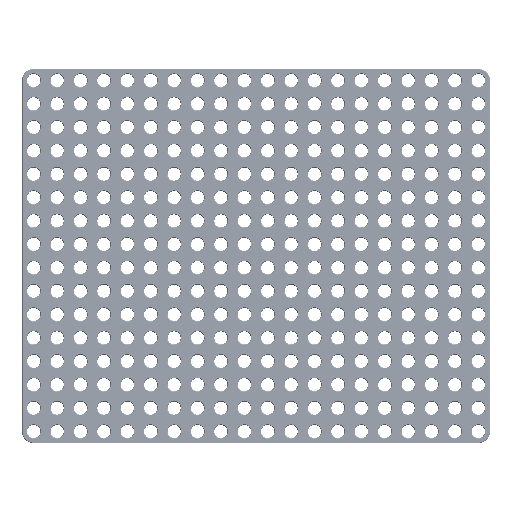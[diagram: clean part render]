
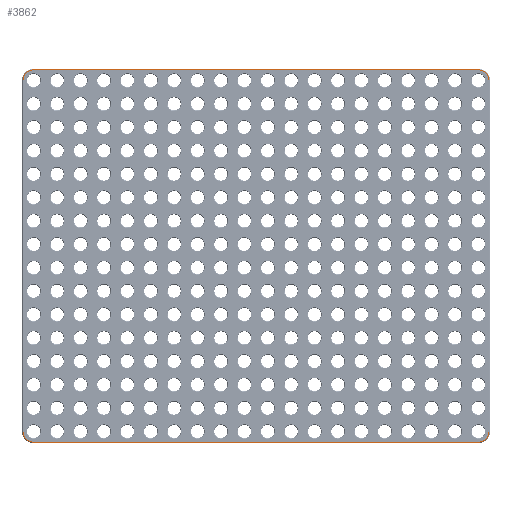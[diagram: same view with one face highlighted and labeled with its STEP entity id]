
A CAD part, top view. The second image highlights one B-rep face of the part: STEP entity #3862.
In plain terms, the highlighted planar face has unit normal (0, 0, 1).
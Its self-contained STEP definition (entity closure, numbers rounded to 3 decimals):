
#126 = VERTEX_POINT('',#127);
#127 = CARTESIAN_POINT('',(0.,-5.95,3.125));
#135 = VERTEX_POINT('',#136);
#136 = CARTESIAN_POINT('',(237.5,-5.95,3.125));
#142 = EDGE_CURVE('',#126,#135,#143,.T.);
#143 = LINE('',#144,#145);
#144 = CARTESIAN_POINT('',(0.,-5.95,3.125));
#145 = VECTOR('',#146,1.);
#146 = DIRECTION('',(1.,0.,0.));
#246 = VERTEX_POINT('',#247);
#247 = CARTESIAN_POINT('',(-5.95,0.,3.125));
#255 = EDGE_CURVE('',#246,#126,#256,.T.);
#256 = CIRCLE('',#257,5.95);
#257 = AXIS2_PLACEMENT_3D('',#258,#259,#260);
#258 = CARTESIAN_POINT('',(0.,0.,3.125));
#259 = DIRECTION('',(0.,0.,1.));
#260 = DIRECTION('',(-1.,0.,0.));
#3862 = ADVANCED_FACE('',(#3863,#3916),#3986,.T.);
#3863 = FACE_BOUND('',#3864,.T.);
#3864 = EDGE_LOOP('',(#3865,#3866,#3867,#3876,#3884,#3893,#3901,#3910));
#3865 = ORIENTED_EDGE('',*,*,#255,.T.);
#3866 = ORIENTED_EDGE('',*,*,#142,.T.);
#3867 = ORIENTED_EDGE('',*,*,#3868,.T.);
#3868 = EDGE_CURVE('',#135,#3869,#3871,.T.);
#3869 = VERTEX_POINT('',#3870);
#3870 = CARTESIAN_POINT('',(243.45,0.,3.125));
#3871 = CIRCLE('',#3872,5.95);
#3872 = AXIS2_PLACEMENT_3D('',#3873,#3874,#3875);
#3873 = CARTESIAN_POINT('',(237.5,0.,3.125));
#3874 = DIRECTION('',(-0.,0.,1.));
#3875 = DIRECTION('',(0.,-1.,0.));
#3876 = ORIENTED_EDGE('',*,*,#3877,.T.);
#3877 = EDGE_CURVE('',#3869,#3878,#3880,.T.);
#3878 = VERTEX_POINT('',#3879);
#3879 = CARTESIAN_POINT('',(243.45,187.5,3.125));
#3880 = LINE('',#3881,#3882);
#3881 = CARTESIAN_POINT('',(243.45,0.,3.125));
#3882 = VECTOR('',#3883,1.);
#3883 = DIRECTION('',(0.,1.,0.));
#3884 = ORIENTED_EDGE('',*,*,#3885,.T.);
#3885 = EDGE_CURVE('',#3878,#3886,#3888,.T.);
#3886 = VERTEX_POINT('',#3887);
#3887 = CARTESIAN_POINT('',(237.5,193.45,3.125));
#3888 = CIRCLE('',#3889,5.95);
#3889 = AXIS2_PLACEMENT_3D('',#3890,#3891,#3892);
#3890 = CARTESIAN_POINT('',(237.5,187.5,3.125));
#3891 = DIRECTION('',(-0.,0.,1.));
#3892 = DIRECTION('',(1.,0.,0.));
#3893 = ORIENTED_EDGE('',*,*,#3894,.T.);
#3894 = EDGE_CURVE('',#3886,#3895,#3897,.T.);
#3895 = VERTEX_POINT('',#3896);
#3896 = CARTESIAN_POINT('',(0.,193.45,3.125));
#3897 = LINE('',#3898,#3899);
#3898 = CARTESIAN_POINT('',(237.5,193.45,3.125));
#3899 = VECTOR('',#3900,1.);
#3900 = DIRECTION('',(-1.,0.,0.));
#3901 = ORIENTED_EDGE('',*,*,#3902,.T.);
#3902 = EDGE_CURVE('',#3895,#3903,#3905,.T.);
#3903 = VERTEX_POINT('',#3904);
#3904 = CARTESIAN_POINT('',(-5.95,187.5,3.125));
#3905 = CIRCLE('',#3906,5.95);
#3906 = AXIS2_PLACEMENT_3D('',#3907,#3908,#3909);
#3907 = CARTESIAN_POINT('',(0.,187.5,3.125));
#3908 = DIRECTION('',(0.,-0.,1.));
#3909 = DIRECTION('',(0.,1.,0.));
#3910 = ORIENTED_EDGE('',*,*,#3911,.T.);
#3911 = EDGE_CURVE('',#3903,#246,#3912,.T.);
#3912 = LINE('',#3913,#3914);
#3913 = CARTESIAN_POINT('',(-5.95,187.5,3.125));
#3914 = VECTOR('',#3915,1.);
#3915 = DIRECTION('',(0.,-1.,0.));
#3916 = FACE_BOUND('',#3917,.T.);
#3917 = EDGE_LOOP('',(#3918,#3929,#3937,#3946,#3954,#3963,#3971,#3980));
#3918 = ORIENTED_EDGE('',*,*,#3919,.F.);
#3919 = EDGE_CURVE('',#3920,#3922,#3924,.T.);
#3920 = VERTEX_POINT('',#3921);
#3921 = CARTESIAN_POINT('',(0.,192.95,3.125));
#3922 = VERTEX_POINT('',#3923);
#3923 = CARTESIAN_POINT('',(-5.45,187.5,3.125));
#3924 = CIRCLE('',#3925,5.45);
#3925 = AXIS2_PLACEMENT_3D('',#3926,#3927,#3928);
#3926 = CARTESIAN_POINT('',(0.,187.5,3.125));
#3927 = DIRECTION('',(0.,0.,1.));
#3928 = DIRECTION('',(1.,0.,0.));
#3929 = ORIENTED_EDGE('',*,*,#3930,.T.);
#3930 = EDGE_CURVE('',#3920,#3931,#3933,.T.);
#3931 = VERTEX_POINT('',#3932);
#3932 = CARTESIAN_POINT('',(237.5,192.95,3.125));
#3933 = LINE('',#3934,#3935);
#3934 = CARTESIAN_POINT('',(0.,192.95,3.125));
#3935 = VECTOR('',#3936,1.);
#3936 = DIRECTION('',(1.,0.,0.));
#3937 = ORIENTED_EDGE('',*,*,#3938,.F.);
#3938 = EDGE_CURVE('',#3939,#3931,#3941,.T.);
#3939 = VERTEX_POINT('',#3940);
#3940 = CARTESIAN_POINT('',(242.95,187.5,3.125));
#3941 = CIRCLE('',#3942,5.45);
#3942 = AXIS2_PLACEMENT_3D('',#3943,#3944,#3945);
#3943 = CARTESIAN_POINT('',(237.5,187.5,3.125));
#3944 = DIRECTION('',(0.,0.,1.));
#3945 = DIRECTION('',(1.,0.,0.));
#3946 = ORIENTED_EDGE('',*,*,#3947,.T.);
#3947 = EDGE_CURVE('',#3939,#3948,#3950,.T.);
#3948 = VERTEX_POINT('',#3949);
#3949 = CARTESIAN_POINT('',(242.95,0.,3.125));
#3950 = LINE('',#3951,#3952);
#3951 = CARTESIAN_POINT('',(242.95,187.5,3.125));
#3952 = VECTOR('',#3953,1.);
#3953 = DIRECTION('',(0.,-1.,0.));
#3954 = ORIENTED_EDGE('',*,*,#3955,.F.);
#3955 = EDGE_CURVE('',#3956,#3948,#3958,.T.);
#3956 = VERTEX_POINT('',#3957);
#3957 = CARTESIAN_POINT('',(237.5,-5.45,3.125));
#3958 = CIRCLE('',#3959,5.45);
#3959 = AXIS2_PLACEMENT_3D('',#3960,#3961,#3962);
#3960 = CARTESIAN_POINT('',(237.5,0.,3.125));
#3961 = DIRECTION('',(0.,0.,1.));
#3962 = DIRECTION('',(1.,0.,0.));
#3963 = ORIENTED_EDGE('',*,*,#3964,.T.);
#3964 = EDGE_CURVE('',#3956,#3965,#3967,.T.);
#3965 = VERTEX_POINT('',#3966);
#3966 = CARTESIAN_POINT('',(0.,-5.45,3.125));
#3967 = LINE('',#3968,#3969);
#3968 = CARTESIAN_POINT('',(237.5,-5.45,3.125));
#3969 = VECTOR('',#3970,1.);
#3970 = DIRECTION('',(-1.,0.,0.));
#3971 = ORIENTED_EDGE('',*,*,#3972,.F.);
#3972 = EDGE_CURVE('',#3973,#3965,#3975,.T.);
#3973 = VERTEX_POINT('',#3974);
#3974 = CARTESIAN_POINT('',(-5.45,0.,3.125));
#3975 = CIRCLE('',#3976,5.45);
#3976 = AXIS2_PLACEMENT_3D('',#3977,#3978,#3979);
#3977 = CARTESIAN_POINT('',(0.,0.,3.125));
#3978 = DIRECTION('',(0.,0.,1.));
#3979 = DIRECTION('',(1.,0.,0.));
#3980 = ORIENTED_EDGE('',*,*,#3981,.T.);
#3981 = EDGE_CURVE('',#3973,#3922,#3982,.T.);
#3982 = LINE('',#3983,#3984);
#3983 = CARTESIAN_POINT('',(-5.45,0.,3.125));
#3984 = VECTOR('',#3985,1.);
#3985 = DIRECTION('',(0.,1.,0.));
#3986 = PLANE('',#3987);
#3987 = AXIS2_PLACEMENT_3D('',#3988,#3989,#3990);
#3988 = CARTESIAN_POINT('',(118.75,93.75,3.125));
#3989 = DIRECTION('',(0.,0.,1.));
#3990 = DIRECTION('',(1.,0.,0.));
